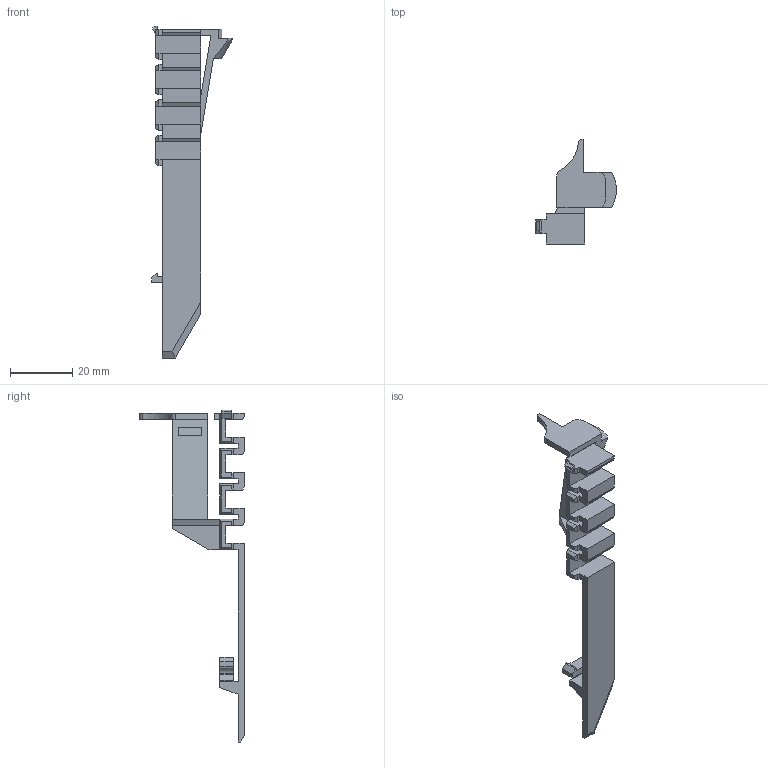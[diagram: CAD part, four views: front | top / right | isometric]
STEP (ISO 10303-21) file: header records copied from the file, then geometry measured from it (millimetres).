
FILE_DESCRIPTION(/* description */ (''),/* implementation_level */ '2;1');
FILE_NAME(/* name */ '6EP4990-7MK00-0XU0_3d.stp',/* time_stamp */ '2024-03-07T14:04:21+01:00',/* author */ (''),/* organization */ (''),/* preprocessor_version */ 'ST-DEVELOPER v18.102',/* originating_system */ 'SIEMENS PLM Software NX 2023',/* authorisation */ '');
FILE_SCHEMA (('AUTOMOTIVE_DESIGN { 1 0 10303 214 3 1 1 1 }'));
Length unit declared in the file: millimetre
Products named in the file (1): A5E52068974T_RS-AA_001_3-6EP4990-7MK00-0XU0-low
Bounding box: 26.09 x 33.7 x 107 mm (x, y, z)
Volume: 5958 mm3; surface area: 6949.5 mm2
Topology: 1 solids, 1 shells, 134 faces, 375 edges, 244 vertices
Faces by surface type: plane 123, cylinder 10, cone 1
Entity records: 4311 total; most frequent: CARTESIAN_POINT 768, ORIENTED_EDGE 750, DIRECTION 680, EDGE_CURVE 375, LINE 352, VECTOR 352, VERTEX_POINT 244, AXIS2_PLACEMENT_3D 164
